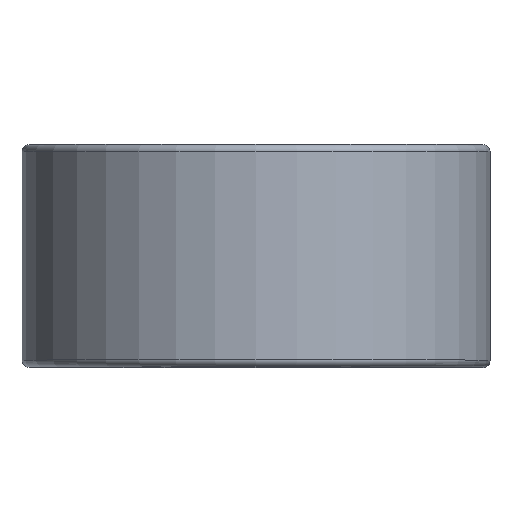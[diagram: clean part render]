
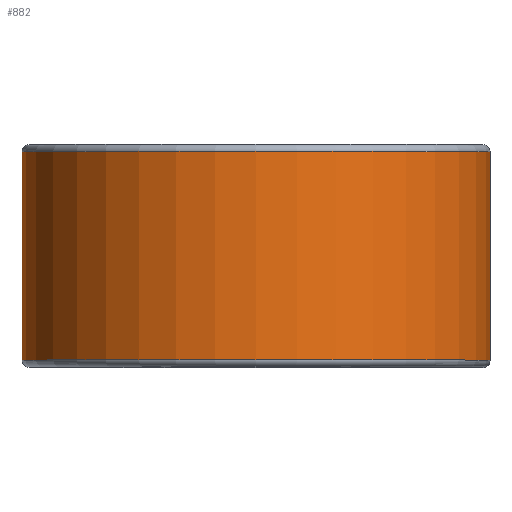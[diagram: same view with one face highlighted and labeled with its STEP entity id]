
A CAD part, top view. The second image highlights one B-rep face of the part: STEP entity #882.
In plain terms, the highlighted cylindrical face has radius 25.032 mm (diameter 50.063 mm), a partial arc.
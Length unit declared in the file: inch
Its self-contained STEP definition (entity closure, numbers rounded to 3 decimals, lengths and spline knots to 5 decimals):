
#131 = EDGE_CURVE ( 'NONE', #1578, #2317, #2288, .T. ) ;
#197 = LINE ( 'NONE', #1873, #2361 ) ;
#235 = CARTESIAN_POINT ( 'NONE',  ( 0., 0.43875, -0.9855 ) ) ;
#274 = DIRECTION ( 'NONE',  ( 0., 1., 0. ) ) ;
#288 = DIRECTION ( 'NONE',  ( 0., -1., 0. ) ) ;
#431 = VERTEX_POINT ( 'NONE', #2386 ) ;
#465 = DIRECTION ( 'NONE',  ( 0., 0., -1. ) ) ;
#504 = EDGE_CURVE ( 'NONE', #431, #1578, #535, .T. ) ;
#535 = CIRCLE ( 'NONE', #678, 0.9855 ) ;
#610 = EDGE_LOOP ( 'NONE', ( #1454, #1752, #1230, #1950 ) ) ;
#630 = CIRCLE ( 'NONE', #1204, 0.9855 ) ;
#678 = AXIS2_PLACEMENT_3D ( 'NONE', #704, #920, #923 ) ;
#704 = CARTESIAN_POINT ( 'NONE',  ( 0., -0.43875, 0. ) ) ;
#882 = ADVANCED_FACE ( 'NONE', ( #1276 ), #1148, .T. ) ;
#920 = DIRECTION ( 'NONE',  ( 0., -1., 0. ) ) ;
#923 = DIRECTION ( 'NONE',  ( 0., 0., -1. ) ) ;
#1002 = CARTESIAN_POINT ( 'NONE',  ( 0., 0.43875, 0. ) ) ;
#1148 = CYLINDRICAL_SURFACE ( 'NONE', #1284, 0.9855 ) ;
#1173 = EDGE_CURVE ( 'NONE', #431, #2278, #197, .T. ) ;
#1182 = DIRECTION ( 'NONE',  ( 0., 0., -1. ) ) ;
#1204 = AXIS2_PLACEMENT_3D ( 'NONE', #1002, #2355, #1182 ) ;
#1230 = ORIENTED_EDGE ( 'NONE', *, *, #131, .F. ) ;
#1276 = FACE_OUTER_BOUND ( 'NONE', #610, .T. ) ;
#1284 = AXIS2_PLACEMENT_3D ( 'NONE', #2173, #288, #465 ) ;
#1333 = CARTESIAN_POINT ( 'NONE',  ( 0.9855, 0.43875, 0. ) ) ;
#1454 = ORIENTED_EDGE ( 'NONE', *, *, #1173, .T. ) ;
#1551 = CARTESIAN_POINT ( 'NONE',  ( 0., 0.43875, -0.9855 ) ) ;
#1578 = VERTEX_POINT ( 'NONE', #2056 ) ;
#1752 = ORIENTED_EDGE ( 'NONE', *, *, #2357, .T. ) ;
#1873 = CARTESIAN_POINT ( 'NONE',  ( 0.9855, 0.43875, 0. ) ) ;
#1890 = DIRECTION ( 'NONE',  ( 0., 1., 0. ) ) ;
#1950 = ORIENTED_EDGE ( 'NONE', *, *, #504, .F. ) ;
#2056 = CARTESIAN_POINT ( 'NONE',  ( 0., -0.43875, -0.9855 ) ) ;
#2117 = VECTOR ( 'NONE', #274, 39.37008 ) ;
#2173 = CARTESIAN_POINT ( 'NONE',  ( 0., 0.4375, 0. ) ) ;
#2278 = VERTEX_POINT ( 'NONE', #1333 ) ;
#2288 = LINE ( 'NONE', #235, #2117 ) ;
#2317 = VERTEX_POINT ( 'NONE', #1551 ) ;
#2355 = DIRECTION ( 'NONE',  ( 0., -1., 0. ) ) ;
#2357 = EDGE_CURVE ( 'NONE', #2278, #2317, #630, .T. ) ;
#2361 = VECTOR ( 'NONE', #1890, 39.37008 ) ;
#2386 = CARTESIAN_POINT ( 'NONE',  ( 0.9855, -0.43875, 0. ) ) ;
